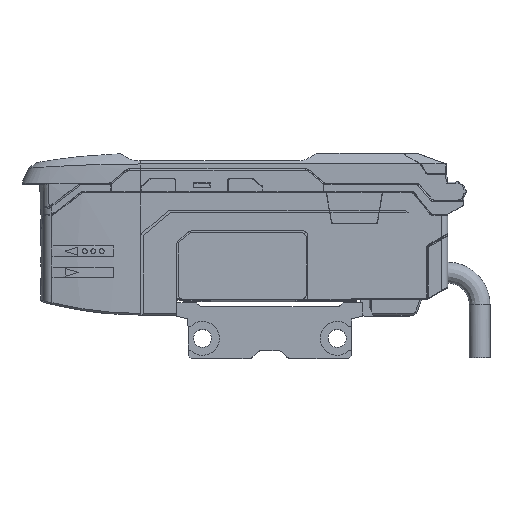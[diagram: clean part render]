
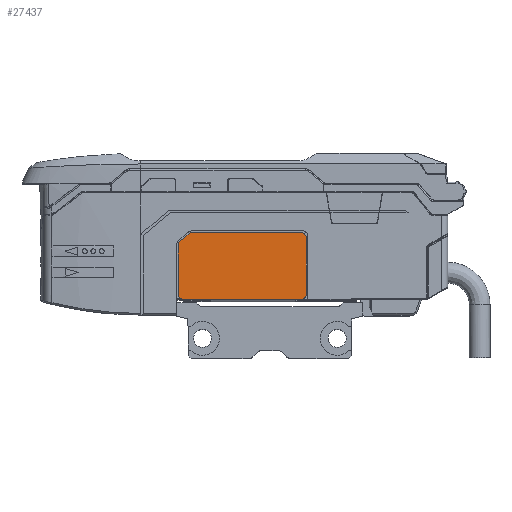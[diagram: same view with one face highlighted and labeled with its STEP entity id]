
A CAD part, top view. The second image highlights one B-rep face of the part: STEP entity #27437.
In plain terms, the highlighted planar face has unit normal (0, 0, 1).
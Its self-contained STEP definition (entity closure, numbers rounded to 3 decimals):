
#426=PLANE('',#29375);
#1935=FACE_OUTER_BOUND('',#3374,.T.);
#3374=EDGE_LOOP('',(#20698,#20699,#20700,#20701,#20702,#20703,#20704,#20705,
#20706,#20707));
#5554=LINE('',#49254,#8148);
#5557=LINE('',#49262,#8151);
#5560=LINE('',#49270,#8154);
#5563=LINE('',#49278,#8157);
#5931=LINE('',#50919,#8525);
#8148=VECTOR('',#32921,1000.);
#8151=VECTOR('',#32930,1000.);
#8154=VECTOR('',#32939,1000.);
#8157=VECTOR('',#32948,1000.);
#8525=VECTOR('',#33926,1000.);
#10124=CIRCLE('',#29060,1.);
#10125=CIRCLE('',#29063,1.);
#10126=CIRCLE('',#29066,1.);
#10127=CIRCLE('',#29069,1.);
#10129=CIRCLE('',#29073,1.);
#11656=VERTEX_POINT('',#49246);
#11657=VERTEX_POINT('',#49248);
#11658=VERTEX_POINT('',#49252);
#11659=VERTEX_POINT('',#49256);
#11660=VERTEX_POINT('',#49260);
#11661=VERTEX_POINT('',#49264);
#11662=VERTEX_POINT('',#49268);
#11663=VERTEX_POINT('',#49272);
#11664=VERTEX_POINT('',#49276);
#11666=VERTEX_POINT('',#49282);
#14664=EDGE_CURVE('',#11657,#11656,#10124,.T.);
#14667=EDGE_CURVE('',#11656,#11658,#5554,.T.);
#14669=EDGE_CURVE('',#11658,#11659,#10125,.T.);
#14671=EDGE_CURVE('',#11659,#11660,#5557,.T.);
#14673=EDGE_CURVE('',#11660,#11661,#10126,.T.);
#14675=EDGE_CURVE('',#11661,#11662,#5560,.T.);
#14677=EDGE_CURVE('',#11662,#11663,#10127,.T.);
#14679=EDGE_CURVE('',#11663,#11664,#5563,.T.);
#14682=EDGE_CURVE('',#11664,#11666,#10129,.T.);
#15212=EDGE_CURVE('',#11666,#11657,#5931,.T.);
#20698=ORIENTED_EDGE('',*,*,#14671,.T.);
#20699=ORIENTED_EDGE('',*,*,#14673,.T.);
#20700=ORIENTED_EDGE('',*,*,#14675,.T.);
#20701=ORIENTED_EDGE('',*,*,#14677,.T.);
#20702=ORIENTED_EDGE('',*,*,#14679,.T.);
#20703=ORIENTED_EDGE('',*,*,#14682,.T.);
#20704=ORIENTED_EDGE('',*,*,#15212,.T.);
#20705=ORIENTED_EDGE('',*,*,#14664,.T.);
#20706=ORIENTED_EDGE('',*,*,#14667,.T.);
#20707=ORIENTED_EDGE('',*,*,#14669,.T.);
#27437=ADVANCED_FACE('',(#1935),#426,.T.);
#29060=AXIS2_PLACEMENT_3D('',#49249,#32915,#32916);
#29063=AXIS2_PLACEMENT_3D('',#49258,#32925,#32926);
#29066=AXIS2_PLACEMENT_3D('',#49266,#32934,#32935);
#29069=AXIS2_PLACEMENT_3D('',#49274,#32943,#32944);
#29073=AXIS2_PLACEMENT_3D('',#49284,#32954,#32955);
#29375=AXIS2_PLACEMENT_3D('',#50918,#33924,#33925);
#32915=DIRECTION('center_axis',(0.,0.,1.));
#32916=DIRECTION('ref_axis',(1.,0.,0.));
#32921=DIRECTION('',(0.,1.,0.));
#32925=DIRECTION('center_axis',(0.,0.,1.));
#32926=DIRECTION('ref_axis',(-1.,0.,0.));
#32930=DIRECTION('',(-1.,0.,0.));
#32934=DIRECTION('center_axis',(0.,0.,1.));
#32935=DIRECTION('ref_axis',(-1.,0.,0.));
#32939=DIRECTION('',(-0.771,-0.637,0.));
#32943=DIRECTION('center_axis',(0.,0.,1.));
#32944=DIRECTION('ref_axis',(-1.,0.,0.));
#32948=DIRECTION('',(0.,-1.,0.));
#32954=DIRECTION('center_axis',(0.,0.,1.));
#32955=DIRECTION('ref_axis',(-1.,0.,0.));
#33924=DIRECTION('center_axis',(0.,0.,1.));
#33925=DIRECTION('ref_axis',(1.,0.,0.));
#33926=DIRECTION('',(1.,0.,0.));
#49246=CARTESIAN_POINT('',(-29.7,-19.7,0.));
#49248=CARTESIAN_POINT('',(-30.7,-20.7,0.));
#49249=CARTESIAN_POINT('Origin',(-30.7,-19.7,0.));
#49252=CARTESIAN_POINT('',(-29.7,-9.,0.));
#49254=CARTESIAN_POINT('',(-29.7,-14.35,0.));
#49256=CARTESIAN_POINT('',(-30.7,-8.,0.));
#49258=CARTESIAN_POINT('Origin',(-30.7,-9.,0.));
#49260=CARTESIAN_POINT('',(-51.14,-8.,0.));
#49262=CARTESIAN_POINT('',(-40.92,-8.,0.));
#49264=CARTESIAN_POINT('',(-51.777,-8.229,0.));
#49266=CARTESIAN_POINT('Origin',(-51.14,-9.,0.));
#49268=CARTESIAN_POINT('',(-53.437,-9.6,0.));
#49270=CARTESIAN_POINT('',(-52.607,-8.915,0.));
#49272=CARTESIAN_POINT('',(-53.8,-10.371,0.));
#49274=CARTESIAN_POINT('Origin',(-52.8,-10.371,0.));
#49276=CARTESIAN_POINT('',(-53.8,-19.7,0.));
#49278=CARTESIAN_POINT('',(-53.8,-15.035,0.));
#49282=CARTESIAN_POINT('',(-52.8,-20.7,0.));
#49284=CARTESIAN_POINT('Origin',(-52.8,-19.7,0.));
#50918=CARTESIAN_POINT('Origin',(-53.8,-20.7,0.));
#50919=CARTESIAN_POINT('',(-41.75,-20.7,0.));
